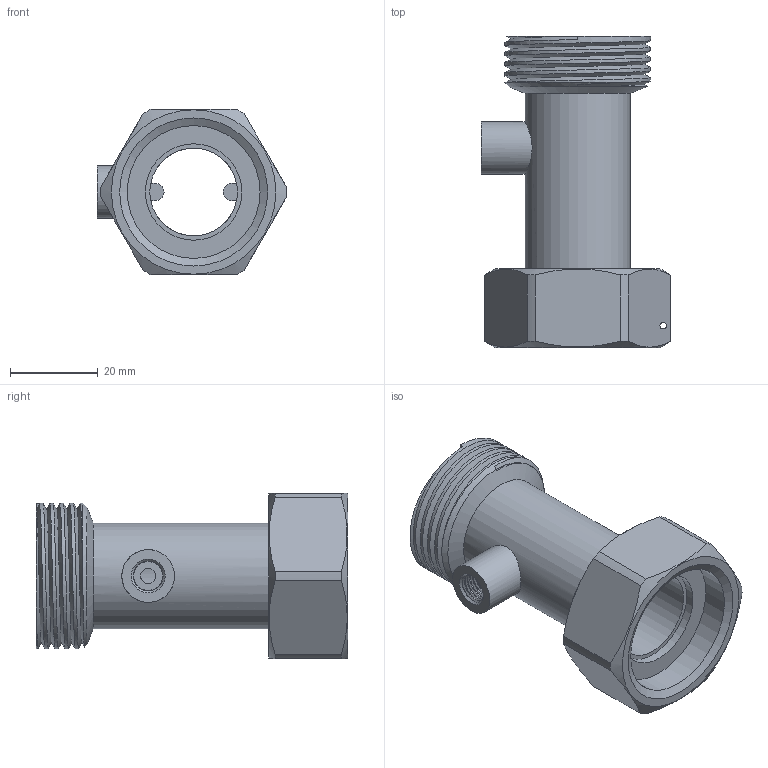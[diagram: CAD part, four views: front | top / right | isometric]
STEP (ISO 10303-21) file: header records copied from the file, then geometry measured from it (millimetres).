
FILE_DESCRIPTION(/* description */ ('Unknown','CAx-IF Rec.Pracs.---Representation and Presentation of Product Manufacturing Information (PMI)---4.0---2014-10-13','CAx-IF Rec.Pracs.---3D Tessellated Geometry---0.4---2014-09-14','2;1'),/* implementation_level */ '2;1');
FILE_NAME(/* name */ '98000726-66-1_16',/* time_stamp */ '2023-12-15T09:22:01+01:00',/* author */ ('Unknown'),/* organization */ ('Unknown'),/* preprocessor_version */ 'ST-DEVELOPER v18.102',/* originating_system */ 'Solid Edge',/* authorisation */ 'Unknown');
FILE_SCHEMA (('AP242_MANAGED_MODEL_BASED_3D_ENGINEERING_MIM_LF { 1 0 10303 442 1 1 4 }'));
Length unit declared in the file: millimetre
Products named in the file (5): 98000726-66-1_16; 98000726-66-1_16 _ Körper; Speerring; 郻M_1; 97000077-1
Assembly tree (4 placements, depth 2):
  98000726-66-1_16
    98000726-66-1_16 _ Körper
    Speerring
    郻M_1
    97000077-1
Bounding box: 43.25 x 71 x 37.8 mm (x, y, z)
Volume: 25087.9 mm3; surface area: 18546 mm2
Topology: 4 solids, 4 shells, 88 faces, 207 edges, 129 vertices
Faces by surface type: plane 26, cone 25, cylinder 22, torus 13, bspline 2
Full cylindrical faces by diameter (mm): 1.5 x1, 3.5 x1, 6.6 x1, 12 x1, 20 x1, 22 x1, 24 x1, 28 x1, 30.2 x1, 30.291 x1, 30.3 x2, 32.3 x1
Entity records: 4135 total; most frequent: CARTESIAN_POINT 2095, DIRECTION 380, ORIENTED_EDGE 290, AXIS2_PLACEMENT_3D 173, EDGE_LOOP 151, FACE_BOUND 151, EDGE_CURVE 145, VERTEX_POINT 118
